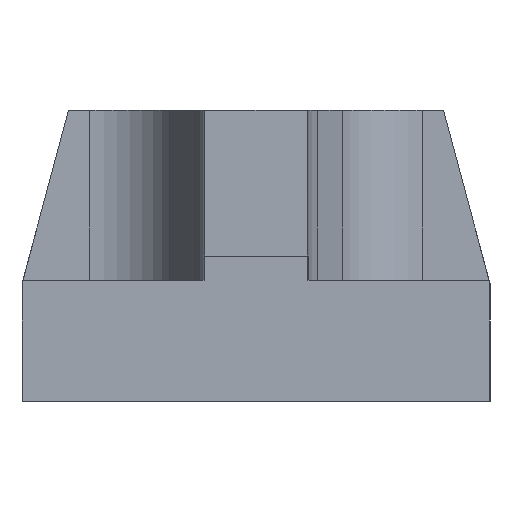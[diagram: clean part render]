
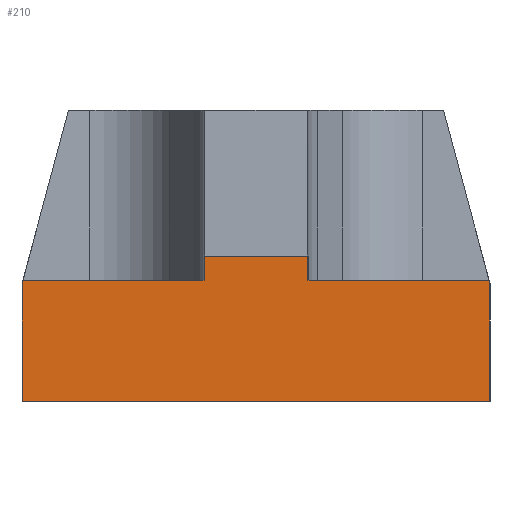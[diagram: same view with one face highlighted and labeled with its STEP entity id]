
A CAD part, left-side view. The second image highlights one B-rep face of the part: STEP entity #210.
In plain terms, the highlighted planar face has unit normal (-1, 0, 0).
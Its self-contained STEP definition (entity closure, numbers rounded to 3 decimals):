
#56=LINE('',#1033,#114);
#57=LINE('',#1035,#115);
#58=LINE('',#1038,#116);
#59=LINE('',#1040,#117);
#60=LINE('',#1042,#118);
#61=LINE('',#1044,#119);
#62=LINE('',#1046,#120);
#63=LINE('',#1047,#121);
#64=LINE('',#1049,#122);
#65=LINE('',#1051,#123);
#114=VECTOR('',#790,1.);
#115=VECTOR('',#793,1.);
#116=VECTOR('',#794,1.);
#117=VECTOR('',#795,1.);
#118=VECTOR('',#796,1.);
#119=VECTOR('',#797,1.);
#120=VECTOR('',#798,1.);
#121=VECTOR('',#799,1.);
#122=VECTOR('',#800,1.);
#123=VECTOR('',#801,1.);
#157=PLANE('',#698);
#181=FACE_OUTER_BOUND('',#292,.T.);
#210=ADVANCED_FACE('',(#181),#157,.T.);
#292=EDGE_LOOP('',(#361,#362,#363,#364,#365,#366,#367,#368,#369,#370));
#361=ORIENTED_EDGE('',*,*,#588,.T.);
#362=ORIENTED_EDGE('',*,*,#589,.T.);
#363=ORIENTED_EDGE('',*,*,#590,.F.);
#364=ORIENTED_EDGE('',*,*,#591,.F.);
#365=ORIENTED_EDGE('',*,*,#592,.T.);
#366=ORIENTED_EDGE('',*,*,#593,.F.);
#367=ORIENTED_EDGE('',*,*,#587,.F.);
#368=ORIENTED_EDGE('',*,*,#594,.T.);
#369=ORIENTED_EDGE('',*,*,#595,.F.);
#370=ORIENTED_EDGE('',*,*,#596,.F.);
#522=VERTEX_POINT('',#1030);
#523=VERTEX_POINT('',#1032);
#524=VERTEX_POINT('',#1036);
#525=VERTEX_POINT('',#1037);
#526=VERTEX_POINT('',#1039);
#527=VERTEX_POINT('',#1041);
#528=VERTEX_POINT('',#1043);
#529=VERTEX_POINT('',#1045);
#530=VERTEX_POINT('',#1048);
#531=VERTEX_POINT('',#1050);
#587=EDGE_CURVE('',#523,#522,#56,.T.);
#588=EDGE_CURVE('',#524,#525,#57,.T.);
#589=EDGE_CURVE('',#525,#526,#58,.T.);
#590=EDGE_CURVE('',#527,#526,#59,.T.);
#591=EDGE_CURVE('',#528,#527,#60,.T.);
#592=EDGE_CURVE('',#528,#529,#61,.T.);
#593=EDGE_CURVE('',#522,#529,#62,.T.);
#594=EDGE_CURVE('',#523,#530,#63,.T.);
#595=EDGE_CURVE('',#531,#530,#64,.T.);
#596=EDGE_CURVE('',#524,#531,#65,.T.);
#698=AXIS2_PLACEMENT_3D('',#1052,#802,#803);
#790=DIRECTION('',(0.,1.,0.));
#793=DIRECTION('',(0.,0.,1.));
#794=DIRECTION('',(0.,1.,0.));
#795=DIRECTION('',(0.,0.,1.));
#796=DIRECTION('',(0.,-1.,0.));
#797=DIRECTION('',(0.,0.259,-0.966));
#798=DIRECTION('',(0.,0.,1.));
#799=DIRECTION('',(0.,0.,1.));
#800=DIRECTION('',(0.,-0.259,-0.966));
#801=DIRECTION('',(0.,-1.,0.));
#802=DIRECTION('',(-1.,0.,0.));
#803=DIRECTION('',(0.,0.,-1.));
#1030=CARTESIAN_POINT('',(-98.,67.5,-35.));
#1032=CARTESIAN_POINT('',(-98.,-67.5,-35.));
#1033=CARTESIAN_POINT('',(-98.,-67.5,-35.));
#1035=CARTESIAN_POINT('',(-98.,-15.,0.));
#1036=CARTESIAN_POINT('',(-98.,-15.,0.));
#1037=CARTESIAN_POINT('',(-98.,-15.,7.));
#1038=CARTESIAN_POINT('',(-98.,-67.5,7.));
#1039=CARTESIAN_POINT('',(-98.,15.,7.));
#1040=CARTESIAN_POINT('',(-98.,15.,0.));
#1041=CARTESIAN_POINT('',(-98.,15.,0.));
#1042=CARTESIAN_POINT('',(-98.,15.,0.));
#1043=CARTESIAN_POINT('',(-98.,67.232,0.));
#1044=CARTESIAN_POINT('',(-98.,66.957,1.028));
#1045=CARTESIAN_POINT('',(-98.,67.5,-1.));
#1046=CARTESIAN_POINT('',(-98.,67.5,-35.));
#1047=CARTESIAN_POINT('',(-98.,-67.5,-35.));
#1048=CARTESIAN_POINT('',(-98.,-67.5,-1.));
#1049=CARTESIAN_POINT('',(-98.,-76.,-32.722));
#1050=CARTESIAN_POINT('',(-98.,-67.232,0.));
#1051=CARTESIAN_POINT('',(-98.,-67.5,0.));
#1052=CARTESIAN_POINT('',(-98.,-67.5,-35.));
